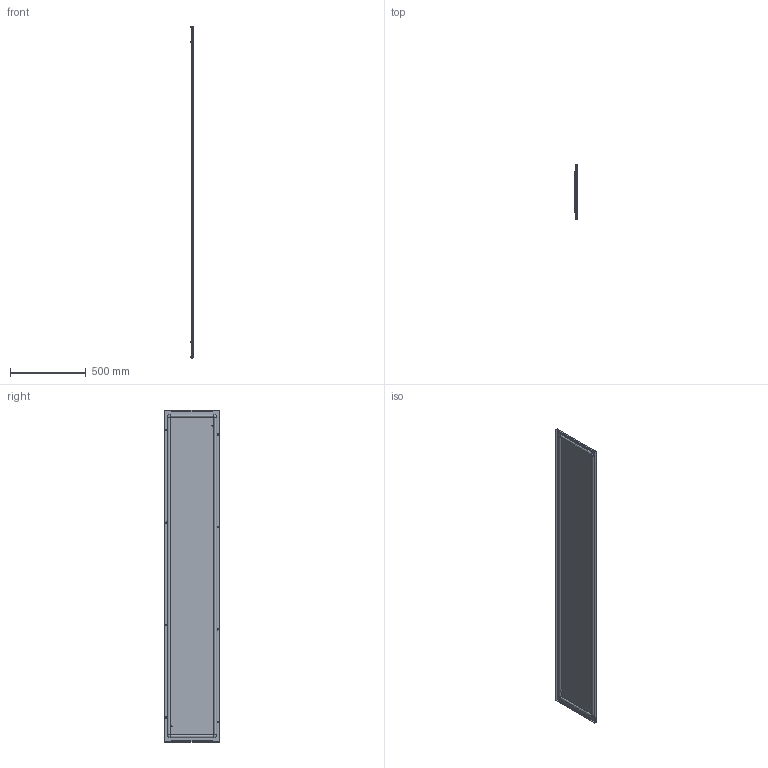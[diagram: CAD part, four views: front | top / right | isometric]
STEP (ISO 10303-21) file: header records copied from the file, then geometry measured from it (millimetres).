
FILE_DESCRIPTION(('CATIA V5 STEP Exchange'),'2;1');
FILE_NAME('EL2240K.stp','2013-10-25T10:09:45+00:00',('none'),('none'),'CATIA Version 5 Release 20 SP 6 (IN-10)','CATIA V5 STEP AP203','none');
FILE_SCHEMA(('CONFIG_CONTROL_DESIGN'));
Length unit declared in the file: millimetre
Products named in the file (1): Fianco_2200x0400_IS2_estetico
Bounding box: 16.5 x 365.2 x 2196 mm (x, y, z)
Volume: 3827468.2 mm3; surface area: 3576848 mm2
Topology: 2 solids, 2 shells, 222 faces, 548 edges, 332 vertices
Faces by surface type: plane 94, cone 56, cylinder 56, torus 8, sphere 8
Entity records: 6456 total; most frequent: CARTESIAN_POINT 1353, ORIENTED_EDGE 1080, DIRECTION 905, EDGE_CURVE 540, AXIS2_PLACEMENT_3D 412, VERTEX_POINT 332, VECTOR 299, LINE 299
